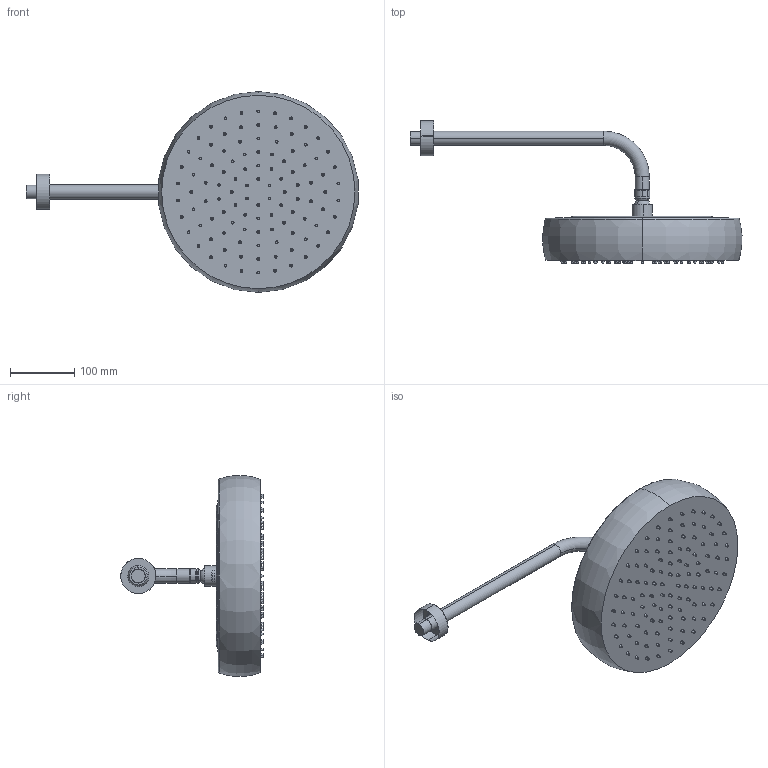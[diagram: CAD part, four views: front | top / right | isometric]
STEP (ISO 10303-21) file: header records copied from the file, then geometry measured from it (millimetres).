
FILE_DESCRIPTION (( 'STEP AP203' ), '1' );
FILE_NAME ('99HP02745.STEP', '2024-12-03T12:54:35', ( '' ), ( '' ), 'SwSTEP 2.0', 'SolidWorks 2021', '' );
FILE_SCHEMA (( 'CONFIG_CONTROL_DESIGN' ));
Length unit declared in the file: millimetre
Products named in the file (10): 99HP02745; 99Z302616_4_Predeterminado; 99Z302616_5_Predeterminado; 99Z302616_2_99Z302616; 99Z302616_Predeterminado; 99-197007-2_Predeterminado; 99Z302616_1_Predeterminado; 99-197007_99-197007; 99Z302616_3_Predeterminado; 99-197007-1_99-197007
Assembly tree (9 placements, depth 3):
  99HP02745
    99Z302616_Predeterminado
      99Z302616_1_Predeterminado
      99Z302616_2_99Z302616
      99Z302616_3_Predeterminado
      99Z302616_4_Predeterminado
      99Z302616_5_Predeterminado
    99-197007_99-197007
      99-197007-1_99-197007
      99-197007-2_Predeterminado
Bounding box: 515.21 x 221.32 x 311.69 mm (x, y, z)
Volume: 5185635.6 mm3; surface area: 266944.4 mm2
Topology: 9 solids, 9 shells, 565 faces, 1277 edges, 836 vertices
Faces by surface type: cone 234, plane 211, cylinder 94, torus 24, sphere 2
Entity records: 17702 total; most frequent: CARTESIAN_POINT 3242, DIRECTION 3126, ORIENTED_EDGE 2540, AXIS2_PLACEMENT_3D 1325, EDGE_CURVE 1270, VERTEX_POINT 833, CIRCLE 746, EDGE_LOOP 717
